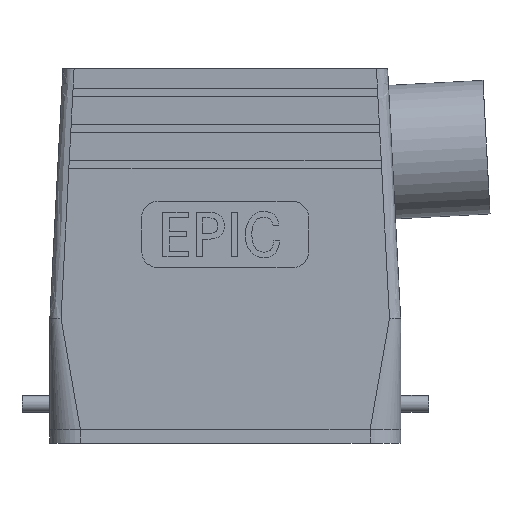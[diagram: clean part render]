
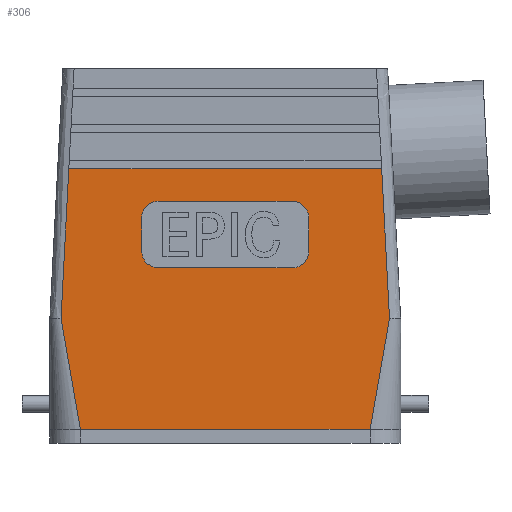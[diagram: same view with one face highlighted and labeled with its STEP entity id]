
A CAD part, left-side view. The second image highlights one B-rep face of the part: STEP entity #306.
In plain terms, the highlighted planar face has unit normal (-1, 0, -0.022).
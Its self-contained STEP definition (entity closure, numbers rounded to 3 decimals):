
#306 = ADVANCED_FACE( '', ( #712, #713 ), #714, .F. );
#712 = FACE_BOUND( '', #1443, .T. );
#713 = FACE_OUTER_BOUND( '', #1444, .T. );
#714 = PLANE( '', #1445 );
#1443 = EDGE_LOOP( '', ( #2367, #2368, #2369, #2370, #2371, #2372, #2373, #2374 ) );
#1444 = EDGE_LOOP( '', ( #2375, #2376, #2377, #2378, #2379, #2380 ) );
#1445 = AXIS2_PLACEMENT_3D( '', #2381, #2382, #2383 );
#2367 = ORIENTED_EDGE( '', *, *, #3583, .T. );
#2368 = ORIENTED_EDGE( '', *, *, #3584, .F. );
#2369 = ORIENTED_EDGE( '', *, *, #3585, .F. );
#2370 = ORIENTED_EDGE( '', *, *, #3586, .F. );
#2371 = ORIENTED_EDGE( '', *, *, #3587, .F. );
#2372 = ORIENTED_EDGE( '', *, *, #3588, .F. );
#2373 = ORIENTED_EDGE( '', *, *, #3589, .T. );
#2374 = ORIENTED_EDGE( '', *, *, #3495, .T. );
#2375 = ORIENTED_EDGE( '', *, *, #3590, .T. );
#2376 = ORIENTED_EDGE( '', *, *, #3591, .F. );
#2377 = ORIENTED_EDGE( '', *, *, #3507, .F. );
#2378 = ORIENTED_EDGE( '', *, *, #3580, .F. );
#2379 = ORIENTED_EDGE( '', *, *, #3592, .F. );
#2380 = ORIENTED_EDGE( '', *, *, #3439, .T. );
#2381 = CARTESIAN_POINT( '', ( -14.75, 31.5, 0. ) );
#2382 = DIRECTION( '', ( 1., 0., 0.022 ) );
#2383 = DIRECTION( '', ( 0.022, 0., -1. ) );
#3439 = EDGE_CURVE( '', #4085, #4083, #4086, .T. );
#3495 = EDGE_CURVE( '', #4172, #4173, #4174, .T. );
#3507 = EDGE_CURVE( '', #4190, #4184, #4192, .F. );
#3580 = EDGE_CURVE( '', #4297, #4190, #4299, .T. );
#3583 = EDGE_CURVE( '', #4173, #4302, #4303, .F. );
#3584 = EDGE_CURVE( '', #4304, #4302, #4305, .T. );
#3585 = EDGE_CURVE( '', #4306, #4304, #4307, .F. );
#3586 = EDGE_CURVE( '', #4308, #4306, #4309, .T. );
#3587 = EDGE_CURVE( '', #4310, #4308, #4311, .F. );
#3588 = EDGE_CURVE( '', #4312, #4310, #4313, .T. );
#3589 = EDGE_CURVE( '', #4312, #4172, #4314, .F. );
#3590 = EDGE_CURVE( '', #4083, #4315, #4316, .F. );
#3591 = EDGE_CURVE( '', #4184, #4315, #4317, .T. );
#3592 = EDGE_CURVE( '', #4085, #4297, #4318, .T. );
#4083 = VERTEX_POINT( '', #5094 );
#4085 = VERTEX_POINT( '', #5109 );
#4086 = B_SPLINE_CURVE_WITH_KNOTS( '', 3, ( #5110, #5111, #5112, #5113 ), .UNSPECIFIED., .F., .F., ( 4, 4 ), ( 0.48, 0.599 ), .UNSPECIFIED. );
#4172 = VERTEX_POINT( '', #5250 );
#4173 = VERTEX_POINT( '', #5251 );
#4174 = LINE( '', #5252, #5253 );
#4184 = VERTEX_POINT( '', #5268 );
#4190 = VERTEX_POINT( '', #5315 );
#4192 = B_SPLINE_CURVE_WITH_KNOTS( '', 3, ( #5330, #5331, #5332, #5333 ), .UNSPECIFIED., .F., .F., ( 4, 4 ), ( 0.562, 0.84 ), .UNSPECIFIED. );
#4297 = VERTEX_POINT( '', #5621 );
#4299 = B_SPLINE_CURVE_WITH_KNOTS( '', 3, ( #5626, #5627, #5628, #5629 ), .UNSPECIFIED., .F., .F., ( 4, 4 ), ( 0.48, 0.599 ), .UNSPECIFIED. );
#4302 = VERTEX_POINT( '', #5635 );
#4303 = ELLIPSE( '', #5636, 3.001, 3. );
#4304 = VERTEX_POINT( '', #5637 );
#4305 = LINE( '', #5638, #5639 );
#4306 = VERTEX_POINT( '', #5640 );
#4307 = ELLIPSE( '', #5641, 3.001, 3. );
#4308 = VERTEX_POINT( '', #5642 );
#4309 = LINE( '', #5643, #5644 );
#4310 = VERTEX_POINT( '', #5645 );
#4311 = ELLIPSE( '', #5646, 3.001, 3. );
#4312 = VERTEX_POINT( '', #5647 );
#4313 = LINE( '', #5648, #5649 );
#4314 = ELLIPSE( '', #5650, 3.001, 3. );
#4315 = VERTEX_POINT( '', #5651 );
#4316 = B_SPLINE_CURVE_WITH_KNOTS( '', 3, ( #5652, #5653, #5654, #5655 ), .UNSPECIFIED., .F., .F., ( 4, 4 ), ( 0.562, 0.84 ), .UNSPECIFIED. );
#4317 = B_SPLINE_CURVE_WITH_KNOTS( '', 1, ( #5656, #5657 ), .UNSPECIFIED., .F., .F., ( 2, 2 ), ( 0., 1. ), .UNSPECIFIED. );
#4318 = LINE( '', #5658, #5659 );
#5094 = CARTESIAN_POINT( '', ( -15.197, 29.496, 19.978 ) );
#5109 = CARTESIAN_POINT( '', ( -15.797, 28.09, 46.8 ) );
#5110 = CARTESIAN_POINT( '', ( -15.797, 28.09, 46.8 ) );
#5111 = CARTESIAN_POINT( '', ( -15.597, 28.559, 37.859 ) );
#5112 = CARTESIAN_POINT( '', ( -15.397, 29.028, 28.918 ) );
#5113 = CARTESIAN_POINT( '', ( -15.197, 29.496, 19.978 ) );
#5250 = CARTESIAN_POINT( '', ( -15.6, -15., 38. ) );
#5251 = CARTESIAN_POINT( '', ( -15.466, -15., 32. ) );
#5252 = CARTESIAN_POINT( '', ( -14.75, -15., 0. ) );
#5253 = VECTOR( '', #6442, 1000. );
#5268 = CARTESIAN_POINT( '', ( -14.755, -26.011, 0. ) );
#5315 = CARTESIAN_POINT( '', ( -15.197, -29.496, 19.978 ) );
#5330 = CARTESIAN_POINT( '', ( -14.75, -26.021, 0. ) );
#5331 = CARTESIAN_POINT( '', ( -14.899, -27.18, 6.659 ) );
#5332 = CARTESIAN_POINT( '', ( -15.048, -28.338, 13.318 ) );
#5333 = CARTESIAN_POINT( '', ( -15.197, -29.496, 19.978 ) );
#5621 = CARTESIAN_POINT( '', ( -15.797, -28.09, 46.8 ) );
#5626 = CARTESIAN_POINT( '', ( -15.797, -28.09, 46.8 ) );
#5627 = CARTESIAN_POINT( '', ( -15.597, -28.559, 37.859 ) );
#5628 = CARTESIAN_POINT( '', ( -15.397, -29.028, 28.918 ) );
#5629 = CARTESIAN_POINT( '', ( -15.197, -29.496, 19.978 ) );
#5635 = CARTESIAN_POINT( '', ( -15.399, -12., 29. ) );
#5636 = AXIS2_PLACEMENT_3D( '', #6472, #6473, #6474 );
#5637 = CARTESIAN_POINT( '', ( -15.399, 12., 29. ) );
#5638 = CARTESIAN_POINT( '', ( -15.399, 31.5, 29. ) );
#5639 = VECTOR( '', #6475, 1000. );
#5640 = CARTESIAN_POINT( '', ( -15.466, 15., 32. ) );
#5641 = AXIS2_PLACEMENT_3D( '', #6476, #6477, #6478 );
#5642 = CARTESIAN_POINT( '', ( -15.6, 15., 38. ) );
#5643 = CARTESIAN_POINT( '', ( -14.75, 15., 0. ) );
#5644 = VECTOR( '', #6479, 1000. );
#5645 = CARTESIAN_POINT( '', ( -15.667, 12., 41. ) );
#5646 = AXIS2_PLACEMENT_3D( '', #6480, #6481, #6482 );
#5647 = CARTESIAN_POINT( '', ( -15.667, -12., 41. ) );
#5648 = CARTESIAN_POINT( '', ( -15.667, 31.5, 41. ) );
#5649 = VECTOR( '', #6483, 1000. );
#5650 = AXIS2_PLACEMENT_3D( '', #6484, #6485, #6486 );
#5651 = CARTESIAN_POINT( '', ( -14.755, 26.011, 0. ) );
#5652 = CARTESIAN_POINT( '', ( -14.75, 26.021, 0. ) );
#5653 = CARTESIAN_POINT( '', ( -14.899, 27.18, 6.659 ) );
#5654 = CARTESIAN_POINT( '', ( -15.048, 28.338, 13.318 ) );
#5655 = CARTESIAN_POINT( '', ( -15.197, 29.496, 19.978 ) );
#5656 = CARTESIAN_POINT( '', ( -14.76, -26., 0. ) );
#5657 = CARTESIAN_POINT( '', ( -14.76, 26., 0. ) );
#5658 = CARTESIAN_POINT( '', ( -15.797, 31.5, 46.8 ) );
#5659 = VECTOR( '', #6487, 1000. );
#6442 = DIRECTION( '', ( 0.022, 0., -1. ) );
#6472 = CARTESIAN_POINT( '', ( -15.466, -12., 32. ) );
#6473 = DIRECTION( '', ( -1., 0., -0.022 ) );
#6474 = DIRECTION( '', ( 0.022, 0., -1. ) );
#6475 = DIRECTION( '', ( 0., -1., 0. ) );
#6476 = CARTESIAN_POINT( '', ( -15.466, 12., 32. ) );
#6477 = DIRECTION( '', ( 1., 0., 0.022 ) );
#6478 = DIRECTION( '', ( 0.022, 0., -1. ) );
#6479 = DIRECTION( '', ( 0.022, 0., -1. ) );
#6480 = CARTESIAN_POINT( '', ( -15.6, 12., 38. ) );
#6481 = DIRECTION( '', ( 1., 0., 0.022 ) );
#6482 = DIRECTION( '', ( 0.022, 0., -1. ) );
#6483 = DIRECTION( '', ( 0., 1., 0. ) );
#6484 = CARTESIAN_POINT( '', ( -15.6, -12., 38. ) );
#6485 = DIRECTION( '', ( -1., 0., -0.022 ) );
#6486 = DIRECTION( '', ( 0.022, 0., -1. ) );
#6487 = DIRECTION( '', ( 0., -1., 0. ) );
